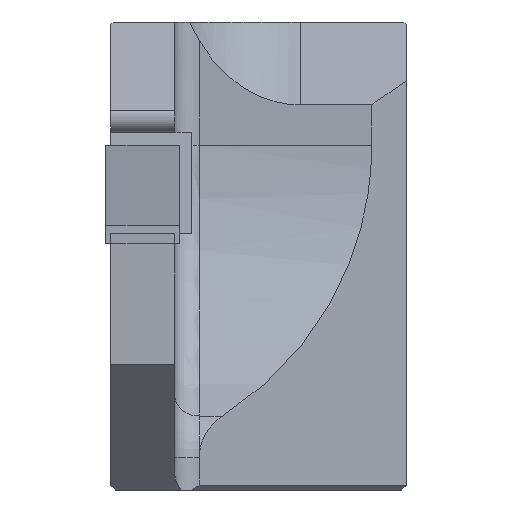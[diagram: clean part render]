
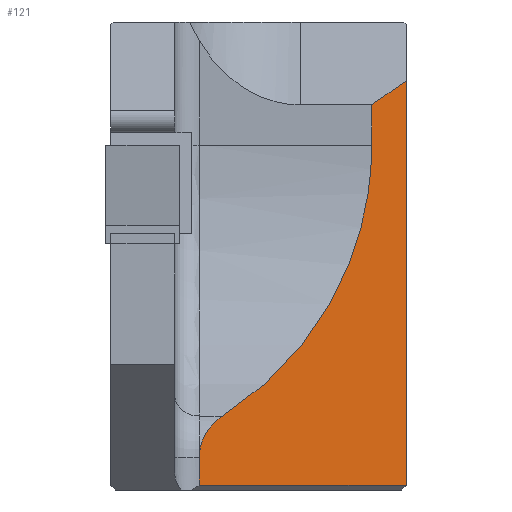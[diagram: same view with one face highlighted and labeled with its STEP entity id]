
A CAD part, left-side view. The second image highlights one B-rep face of the part: STEP entity #121.
In plain terms, the highlighted planar face has unit normal (-0.707, -0.707, 0).
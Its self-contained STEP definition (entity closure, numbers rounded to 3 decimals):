
#58=PLANE('',#1252);
#114=ELLIPSE('',#1250,18.385,13.);
#115=ELLIPSE('',#1251,2.828,2.);
#121=ADVANCED_FACE('',(#199),#58,.T.);
#199=FACE_OUTER_BOUND('',#269,.T.);
#269=EDGE_LOOP('',(#625,#626,#627,#628,#629,#630,#631));
#343=LINE('',#1697,#482);
#344=LINE('',#1700,#483);
#345=LINE('',#1702,#484);
#346=LINE('',#1708,#485);
#347=LINE('',#1710,#486);
#482=VECTOR('',#1356,1.);
#483=VECTOR('',#1357,1.);
#484=VECTOR('',#1358,1.);
#485=VECTOR('',#1363,1.);
#486=VECTOR('',#1364,1.);
#625=ORIENTED_EDGE('',*,*,#1063,.F.);
#626=ORIENTED_EDGE('',*,*,#1064,.T.);
#627=ORIENTED_EDGE('',*,*,#1065,.F.);
#628=ORIENTED_EDGE('',*,*,#1066,.F.);
#629=ORIENTED_EDGE('',*,*,#1067,.F.);
#630=ORIENTED_EDGE('',*,*,#1068,.T.);
#631=ORIENTED_EDGE('',*,*,#1069,.T.);
#961=VERTEX_POINT('',#1698);
#962=VERTEX_POINT('',#1699);
#963=VERTEX_POINT('',#1701);
#964=VERTEX_POINT('',#1703);
#965=VERTEX_POINT('',#1705);
#966=VERTEX_POINT('',#1707);
#967=VERTEX_POINT('',#1709);
#1063=EDGE_CURVE('',#961,#962,#343,.T.);
#1064=EDGE_CURVE('',#961,#963,#344,.T.);
#1065=EDGE_CURVE('',#964,#963,#345,.T.);
#1066=EDGE_CURVE('',#965,#964,#114,.T.);
#1067=EDGE_CURVE('',#966,#965,#115,.T.);
#1068=EDGE_CURVE('',#966,#967,#346,.T.);
#1069=EDGE_CURVE('',#967,#962,#347,.T.);
#1250=AXIS2_PLACEMENT_3D('',#1704,#1359,#1360);
#1251=AXIS2_PLACEMENT_3D('',#1706,#1361,#1362);
#1252=AXIS2_PLACEMENT_3D('',#1711,#1365,#1366);
#1356=DIRECTION('',(0.,0.,-1.));
#1357=DIRECTION('',(-0.634,0.634,-0.444));
#1358=DIRECTION('',(0.,0.,1.));
#1359=DIRECTION('',(-0.707,-0.707,0.));
#1360=DIRECTION('',(-0.707,0.707,0.));
#1361=DIRECTION('',(0.707,0.707,0.));
#1362=DIRECTION('',(-0.707,0.707,0.));
#1363=DIRECTION('',(0.,0.,-1.));
#1364=DIRECTION('',(0.707,-0.707,0.));
#1365=DIRECTION('',(-0.707,-0.707,0.));
#1366=DIRECTION('',(-0.707,0.707,0.));
#1697=CARTESIAN_POINT('',(14.4,0.,-14.));
#1698=CARTESIAN_POINT('',(14.4,0.,2.618));
#1699=CARTESIAN_POINT('',(14.4,0.,-13.8));
#1700=CARTESIAN_POINT('',(9.727,4.673,-0.654));
#1701=CARTESIAN_POINT('',(13.,1.4,1.638));
#1702=CARTESIAN_POINT('',(13.,1.4,-14.));
#1703=CARTESIAN_POINT('',(13.,1.4,0.));
#1704=CARTESIAN_POINT('',(0.,14.4,0.));
#1705=CARTESIAN_POINT('',(6.933,7.467,-10.997));
#1706=CARTESIAN_POINT('',(8.,6.4,-12.689));
#1707=CARTESIAN_POINT('',(6.,8.4,-12.689));
#1708=CARTESIAN_POINT('',(6.,8.4,-14.));
#1709=CARTESIAN_POINT('',(6.,8.4,-13.8));
#1710=CARTESIAN_POINT('',(6.,8.4,-13.8));
#1711=CARTESIAN_POINT('',(14.4,0.,-14.));
